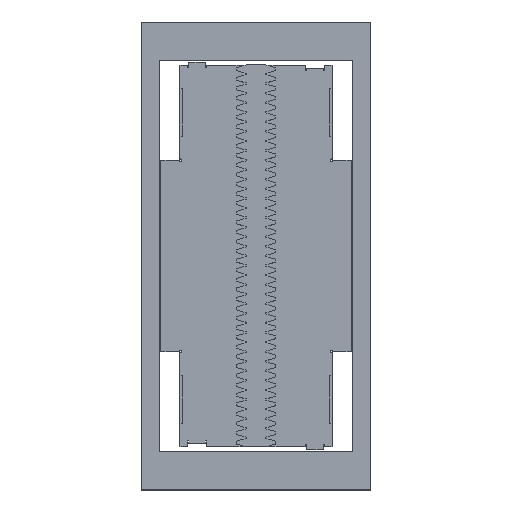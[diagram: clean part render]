
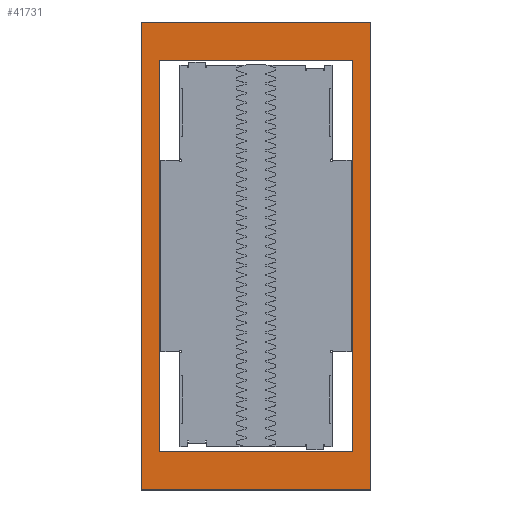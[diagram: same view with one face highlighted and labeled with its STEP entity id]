
A CAD part, top view. The second image highlights one B-rep face of the part: STEP entity #41731.
In plain terms, the highlighted planar face has unit normal (0, 0, 1).
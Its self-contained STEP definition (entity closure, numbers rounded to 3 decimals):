
#41731 = ADVANCED_FACE('',(#41732,#41851),#41746,.T.);
#41732 = FACE_BOUND('',#41733,.T.);
#41733 = EDGE_LOOP('',(#41734,#41769,#41797,#41825));
#41734 = ORIENTED_EDGE('',*,*,#41735,.T.);
#41735 = EDGE_CURVE('',#41736,#41738,#41740,.T.);
#41736 = VERTEX_POINT('',#41737);
#41737 = CARTESIAN_POINT('',(16.2,32.7,-4.2));
#41738 = VERTEX_POINT('',#41739);
#41739 = CARTESIAN_POINT('',(16.2,-32.7,-4.2));
#41740 = SURFACE_CURVE('',#41741,(#41745,#41757),.PCURVE_S1.);
#41741 = LINE('',#41742,#41743);
#41742 = CARTESIAN_POINT('',(16.2,32.7,-4.2));
#41743 = VECTOR('',#41744,1.);
#41744 = DIRECTION('',(0.,-1.,0.));
#41745 = PCURVE('',#41746,#41751);
#41746 = PLANE('',#41747);
#41747 = AXIS2_PLACEMENT_3D('',#41748,#41749,#41750);
#41748 = CARTESIAN_POINT('',(19.2,32.,-4.2));
#41749 = DIRECTION('',(0.,0.,1.));
#41750 = DIRECTION('',(0.,1.,0.));
#41751 = DEFINITIONAL_REPRESENTATION('',(#41752),#41756);
#41752 = LINE('',#41753,#41754);
#41753 = CARTESIAN_POINT('',(0.7,3.));
#41754 = VECTOR('',#41755,1.);
#41755 = DIRECTION('',(-1.,0.));
#41756 = ( GEOMETRIC_REPRESENTATION_CONTEXT(2) 
PARAMETRIC_REPRESENTATION_CONTEXT() REPRESENTATION_CONTEXT('2D SPACE',''
  ) );
#41757 = PCURVE('',#41758,#41763);
#41758 = PLANE('',#41759);
#41759 = AXIS2_PLACEMENT_3D('',#41760,#41761,#41762);
#41760 = CARTESIAN_POINT('',(16.2,32.,-6.6));
#41761 = DIRECTION('',(-1.,0.,0.));
#41762 = DIRECTION('',(0.,0.,1.));
#41763 = DEFINITIONAL_REPRESENTATION('',(#41764),#41768);
#41764 = LINE('',#41765,#41766);
#41765 = CARTESIAN_POINT('',(2.4,0.7));
#41766 = VECTOR('',#41767,1.);
#41767 = DIRECTION('',(0.,-1.));
#41768 = ( GEOMETRIC_REPRESENTATION_CONTEXT(2) 
PARAMETRIC_REPRESENTATION_CONTEXT() REPRESENTATION_CONTEXT('2D SPACE',''
  ) );
#41769 = ORIENTED_EDGE('',*,*,#41770,.F.);
#41770 = EDGE_CURVE('',#41771,#41738,#41773,.T.);
#41771 = VERTEX_POINT('',#41772);
#41772 = CARTESIAN_POINT('',(-16.2,-32.7,-4.2));
#41773 = SURFACE_CURVE('',#41774,(#41778,#41785),.PCURVE_S1.);
#41774 = LINE('',#41775,#41776);
#41775 = CARTESIAN_POINT('',(-16.2,-32.7,-4.2));
#41776 = VECTOR('',#41777,1.);
#41777 = DIRECTION('',(1.,0.,0.));
#41778 = PCURVE('',#41746,#41779);
#41779 = DEFINITIONAL_REPRESENTATION('',(#41780),#41784);
#41780 = LINE('',#41781,#41782);
#41781 = CARTESIAN_POINT('',(-64.7,35.4));
#41782 = VECTOR('',#41783,1.);
#41783 = DIRECTION('',(0.,-1.));
#41784 = ( GEOMETRIC_REPRESENTATION_CONTEXT(2) 
PARAMETRIC_REPRESENTATION_CONTEXT() REPRESENTATION_CONTEXT('2D SPACE',''
  ) );
#41785 = PCURVE('',#41786,#41791);
#41786 = PLANE('',#41787);
#41787 = AXIS2_PLACEMENT_3D('',#41788,#41789,#41790);
#41788 = CARTESIAN_POINT('',(-16.2,-32.7,-6.6));
#41789 = DIRECTION('',(0.,-1.,0.));
#41790 = DIRECTION('',(0.,0.,1.));
#41791 = DEFINITIONAL_REPRESENTATION('',(#41792),#41796);
#41792 = LINE('',#41793,#41794);
#41793 = CARTESIAN_POINT('',(2.4,0.));
#41794 = VECTOR('',#41795,1.);
#41795 = DIRECTION('',(0.,-1.));
#41796 = ( GEOMETRIC_REPRESENTATION_CONTEXT(2) 
PARAMETRIC_REPRESENTATION_CONTEXT() REPRESENTATION_CONTEXT('2D SPACE',''
  ) );
#41797 = ORIENTED_EDGE('',*,*,#41798,.T.);
#41798 = EDGE_CURVE('',#41771,#41799,#41801,.T.);
#41799 = VERTEX_POINT('',#41800);
#41800 = CARTESIAN_POINT('',(-16.2,32.7,-4.2));
#41801 = SURFACE_CURVE('',#41802,(#41806,#41813),.PCURVE_S1.);
#41802 = LINE('',#41803,#41804);
#41803 = CARTESIAN_POINT('',(-16.2,-32.7,-4.2));
#41804 = VECTOR('',#41805,1.);
#41805 = DIRECTION('',(0.,1.,0.));
#41806 = PCURVE('',#41746,#41807);
#41807 = DEFINITIONAL_REPRESENTATION('',(#41808),#41812);
#41808 = LINE('',#41809,#41810);
#41809 = CARTESIAN_POINT('',(-64.7,35.4));
#41810 = VECTOR('',#41811,1.);
#41811 = DIRECTION('',(1.,0.));
#41812 = ( GEOMETRIC_REPRESENTATION_CONTEXT(2) 
PARAMETRIC_REPRESENTATION_CONTEXT() REPRESENTATION_CONTEXT('2D SPACE',''
  ) );
#41813 = PCURVE('',#41814,#41819);
#41814 = PLANE('',#41815);
#41815 = AXIS2_PLACEMENT_3D('',#41816,#41817,#41818);
#41816 = CARTESIAN_POINT('',(-16.2,32.,-6.6));
#41817 = DIRECTION('',(-1.,0.,0.));
#41818 = DIRECTION('',(0.,0.,1.));
#41819 = DEFINITIONAL_REPRESENTATION('',(#41820),#41824);
#41820 = LINE('',#41821,#41822);
#41821 = CARTESIAN_POINT('',(2.4,-64.7));
#41822 = VECTOR('',#41823,1.);
#41823 = DIRECTION('',(0.,1.));
#41824 = ( GEOMETRIC_REPRESENTATION_CONTEXT(2) 
PARAMETRIC_REPRESENTATION_CONTEXT() REPRESENTATION_CONTEXT('2D SPACE',''
  ) );
#41825 = ORIENTED_EDGE('',*,*,#41826,.F.);
#41826 = EDGE_CURVE('',#41736,#41799,#41827,.T.);
#41827 = SURFACE_CURVE('',#41828,(#41832,#41839),.PCURVE_S1.);
#41828 = LINE('',#41829,#41830);
#41829 = CARTESIAN_POINT('',(16.2,32.7,-4.2));
#41830 = VECTOR('',#41831,1.);
#41831 = DIRECTION('',(-1.,0.,0.));
#41832 = PCURVE('',#41746,#41833);
#41833 = DEFINITIONAL_REPRESENTATION('',(#41834),#41838);
#41834 = LINE('',#41835,#41836);
#41835 = CARTESIAN_POINT('',(0.7,3.));
#41836 = VECTOR('',#41837,1.);
#41837 = DIRECTION('',(0.,1.));
#41838 = ( GEOMETRIC_REPRESENTATION_CONTEXT(2) 
PARAMETRIC_REPRESENTATION_CONTEXT() REPRESENTATION_CONTEXT('2D SPACE',''
  ) );
#41839 = PCURVE('',#41840,#41845);
#41840 = PLANE('',#41841);
#41841 = AXIS2_PLACEMENT_3D('',#41842,#41843,#41844);
#41842 = CARTESIAN_POINT('',(16.2,32.7,-6.6));
#41843 = DIRECTION('',(0.,1.,0.));
#41844 = DIRECTION('',(0.,0.,1.));
#41845 = DEFINITIONAL_REPRESENTATION('',(#41846),#41850);
#41846 = LINE('',#41847,#41848);
#41847 = CARTESIAN_POINT('',(2.4,0.));
#41848 = VECTOR('',#41849,1.);
#41849 = DIRECTION('',(0.,-1.));
#41850 = ( GEOMETRIC_REPRESENTATION_CONTEXT(2) 
PARAMETRIC_REPRESENTATION_CONTEXT() REPRESENTATION_CONTEXT('2D SPACE',''
  ) );
#41851 = FACE_BOUND('',#41852,.T.);
#41852 = EDGE_LOOP('',(#41853,#41883,#41911,#41939));
#41853 = ORIENTED_EDGE('',*,*,#41854,.T.);
#41854 = EDGE_CURVE('',#41855,#41857,#41859,.T.);
#41855 = VERTEX_POINT('',#41856);
#41856 = CARTESIAN_POINT('',(-19.2,39.1,-4.2));
#41857 = VERTEX_POINT('',#41858);
#41858 = CARTESIAN_POINT('',(-19.2,-39.1,-4.2));
#41859 = SURFACE_CURVE('',#41860,(#41864,#41871),.PCURVE_S1.);
#41860 = LINE('',#41861,#41862);
#41861 = CARTESIAN_POINT('',(-19.2,39.1,-4.2));
#41862 = VECTOR('',#41863,1.);
#41863 = DIRECTION('',(0.,-1.,0.));
#41864 = PCURVE('',#41746,#41865);
#41865 = DEFINITIONAL_REPRESENTATION('',(#41866),#41870);
#41866 = LINE('',#41867,#41868);
#41867 = CARTESIAN_POINT('',(7.1,38.4));
#41868 = VECTOR('',#41869,1.);
#41869 = DIRECTION('',(-1.,0.));
#41870 = ( GEOMETRIC_REPRESENTATION_CONTEXT(2) 
PARAMETRIC_REPRESENTATION_CONTEXT() REPRESENTATION_CONTEXT('2D SPACE',''
  ) );
#41871 = PCURVE('',#41872,#41877);
#41872 = PLANE('',#41873);
#41873 = AXIS2_PLACEMENT_3D('',#41874,#41875,#41876);
#41874 = CARTESIAN_POINT('',(-19.2,32.,-6.6));
#41875 = DIRECTION('',(-1.,0.,0.));
#41876 = DIRECTION('',(0.,0.,1.));
#41877 = DEFINITIONAL_REPRESENTATION('',(#41878),#41882);
#41878 = LINE('',#41879,#41880);
#41879 = CARTESIAN_POINT('',(2.4,7.1));
#41880 = VECTOR('',#41881,1.);
#41881 = DIRECTION('',(0.,-1.));
#41882 = ( GEOMETRIC_REPRESENTATION_CONTEXT(2) 
PARAMETRIC_REPRESENTATION_CONTEXT() REPRESENTATION_CONTEXT('2D SPACE',''
  ) );
#41883 = ORIENTED_EDGE('',*,*,#41884,.T.);
#41884 = EDGE_CURVE('',#41857,#41885,#41887,.T.);
#41885 = VERTEX_POINT('',#41886);
#41886 = CARTESIAN_POINT('',(19.2,-39.1,-4.2));
#41887 = SURFACE_CURVE('',#41888,(#41892,#41899),.PCURVE_S1.);
#41888 = LINE('',#41889,#41890);
#41889 = CARTESIAN_POINT('',(-19.2,-39.1,-4.2));
#41890 = VECTOR('',#41891,1.);
#41891 = DIRECTION('',(1.,0.,0.));
#41892 = PCURVE('',#41746,#41893);
#41893 = DEFINITIONAL_REPRESENTATION('',(#41894),#41898);
#41894 = LINE('',#41895,#41896);
#41895 = CARTESIAN_POINT('',(-71.1,38.4));
#41896 = VECTOR('',#41897,1.);
#41897 = DIRECTION('',(0.,-1.));
#41898 = ( GEOMETRIC_REPRESENTATION_CONTEXT(2) 
PARAMETRIC_REPRESENTATION_CONTEXT() REPRESENTATION_CONTEXT('2D SPACE',''
  ) );
#41899 = PCURVE('',#41900,#41905);
#41900 = PLANE('',#41901);
#41901 = AXIS2_PLACEMENT_3D('',#41902,#41903,#41904);
#41902 = CARTESIAN_POINT('',(-19.2,-39.1,-6.6));
#41903 = DIRECTION('',(0.,-1.,0.));
#41904 = DIRECTION('',(0.,0.,1.));
#41905 = DEFINITIONAL_REPRESENTATION('',(#41906),#41910);
#41906 = LINE('',#41907,#41908);
#41907 = CARTESIAN_POINT('',(2.4,0.));
#41908 = VECTOR('',#41909,1.);
#41909 = DIRECTION('',(0.,-1.));
#41910 = ( GEOMETRIC_REPRESENTATION_CONTEXT(2) 
PARAMETRIC_REPRESENTATION_CONTEXT() REPRESENTATION_CONTEXT('2D SPACE',''
  ) );
#41911 = ORIENTED_EDGE('',*,*,#41912,.T.);
#41912 = EDGE_CURVE('',#41885,#41913,#41915,.T.);
#41913 = VERTEX_POINT('',#41914);
#41914 = CARTESIAN_POINT('',(19.2,39.1,-4.2));
#41915 = SURFACE_CURVE('',#41916,(#41920,#41927),.PCURVE_S1.);
#41916 = LINE('',#41917,#41918);
#41917 = CARTESIAN_POINT('',(19.2,-39.1,-4.2));
#41918 = VECTOR('',#41919,1.);
#41919 = DIRECTION('',(0.,1.,0.));
#41920 = PCURVE('',#41746,#41921);
#41921 = DEFINITIONAL_REPRESENTATION('',(#41922),#41926);
#41922 = LINE('',#41923,#41924);
#41923 = CARTESIAN_POINT('',(-71.1,0.));
#41924 = VECTOR('',#41925,1.);
#41925 = DIRECTION('',(1.,0.));
#41926 = ( GEOMETRIC_REPRESENTATION_CONTEXT(2) 
PARAMETRIC_REPRESENTATION_CONTEXT() REPRESENTATION_CONTEXT('2D SPACE',''
  ) );
#41927 = PCURVE('',#41928,#41933);
#41928 = PLANE('',#41929);
#41929 = AXIS2_PLACEMENT_3D('',#41930,#41931,#41932);
#41930 = CARTESIAN_POINT('',(19.2,32.,-6.6));
#41931 = DIRECTION('',(-1.,0.,0.));
#41932 = DIRECTION('',(0.,0.,1.));
#41933 = DEFINITIONAL_REPRESENTATION('',(#41934),#41938);
#41934 = LINE('',#41935,#41936);
#41935 = CARTESIAN_POINT('',(2.4,-71.1));
#41936 = VECTOR('',#41937,1.);
#41937 = DIRECTION('',(0.,1.));
#41938 = ( GEOMETRIC_REPRESENTATION_CONTEXT(2) 
PARAMETRIC_REPRESENTATION_CONTEXT() REPRESENTATION_CONTEXT('2D SPACE',''
  ) );
#41939 = ORIENTED_EDGE('',*,*,#41940,.T.);
#41940 = EDGE_CURVE('',#41913,#41855,#41941,.T.);
#41941 = SURFACE_CURVE('',#41942,(#41946,#41953),.PCURVE_S1.);
#41942 = LINE('',#41943,#41944);
#41943 = CARTESIAN_POINT('',(19.2,39.1,-4.2));
#41944 = VECTOR('',#41945,1.);
#41945 = DIRECTION('',(-1.,0.,0.));
#41946 = PCURVE('',#41746,#41947);
#41947 = DEFINITIONAL_REPRESENTATION('',(#41948),#41952);
#41948 = LINE('',#41949,#41950);
#41949 = CARTESIAN_POINT('',(7.1,0.));
#41950 = VECTOR('',#41951,1.);
#41951 = DIRECTION('',(0.,1.));
#41952 = ( GEOMETRIC_REPRESENTATION_CONTEXT(2) 
PARAMETRIC_REPRESENTATION_CONTEXT() REPRESENTATION_CONTEXT('2D SPACE',''
  ) );
#41953 = PCURVE('',#41954,#41959);
#41954 = PLANE('',#41955);
#41955 = AXIS2_PLACEMENT_3D('',#41956,#41957,#41958);
#41956 = CARTESIAN_POINT('',(19.2,39.1,-6.6));
#41957 = DIRECTION('',(0.,1.,0.));
#41958 = DIRECTION('',(0.,0.,1.));
#41959 = DEFINITIONAL_REPRESENTATION('',(#41960),#41964);
#41960 = LINE('',#41961,#41962);
#41961 = CARTESIAN_POINT('',(2.4,0.));
#41962 = VECTOR('',#41963,1.);
#41963 = DIRECTION('',(0.,-1.));
#41964 = ( GEOMETRIC_REPRESENTATION_CONTEXT(2) 
PARAMETRIC_REPRESENTATION_CONTEXT() REPRESENTATION_CONTEXT('2D SPACE',''
  ) );
